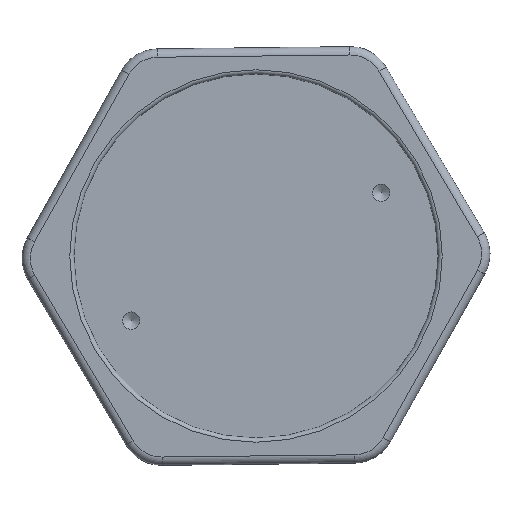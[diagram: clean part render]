
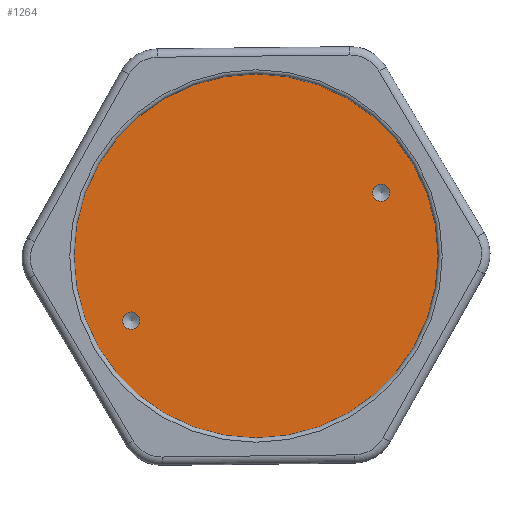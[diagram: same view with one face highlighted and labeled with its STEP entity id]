
A CAD part, front view. The second image highlights one B-rep face of the part: STEP entity #1264.
In plain terms, the highlighted planar face has unit normal (0, -1, 0).
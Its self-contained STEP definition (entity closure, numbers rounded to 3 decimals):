
#95=FACE_BOUND('',#412,.T.);
#96=FACE_BOUND('',#413,.T.);
#105=PLANE('',#1347);
#329=FACE_OUTER_BOUND('',#411,.T.);
#411=EDGE_LOOP('',(#1040));
#412=EDGE_LOOP('',(#1041));
#413=EDGE_LOOP('',(#1042));
#459=CIRCLE('',#1325,21.86);
#467=CIRCLE('',#1336,1.038);
#469=CIRCLE('',#1340,1.038);
#521=VERTEX_POINT('',#1760);
#536=VERTEX_POINT('',#1794);
#539=VERTEX_POINT('',#1803);
#643=EDGE_CURVE('',#521,#521,#459,.T.);
#658=EDGE_CURVE('',#536,#536,#467,.T.);
#662=EDGE_CURVE('',#539,#539,#469,.T.);
#1040=ORIENTED_EDGE('',*,*,#643,.F.);
#1041=ORIENTED_EDGE('',*,*,#658,.T.);
#1042=ORIENTED_EDGE('',*,*,#662,.T.);
#1264=ADVANCED_FACE('',(#329,#95,#96),#105,.T.);
#1325=AXIS2_PLACEMENT_3D('',#1762,#1451,#1452);
#1336=AXIS2_PLACEMENT_3D('',#1795,#1480,#1481);
#1340=AXIS2_PLACEMENT_3D('',#1804,#1490,#1491);
#1347=AXIS2_PLACEMENT_3D('',#2315,#1546,#1547);
#1451=DIRECTION('center_axis',(0.,1.,0.));
#1452=DIRECTION('ref_axis',(1.,0.,0.));
#1480=DIRECTION('center_axis',(0.,1.,0.));
#1481=DIRECTION('ref_axis',(0.,0.,-1.));
#1490=DIRECTION('center_axis',(0.,1.,0.));
#1491=DIRECTION('ref_axis',(0.,0.,-1.));
#1546=DIRECTION('center_axis',(0.,-1.,0.));
#1547=DIRECTION('ref_axis',(0.,0.,-1.));
#1760=CARTESIAN_POINT('',(-21.86,-2.,0.));
#1762=CARTESIAN_POINT('Origin',(0.,-2.,0.));
#1794=CARTESIAN_POINT('',(15.027,-2.,8.637));
#1795=CARTESIAN_POINT('Origin',(15.027,-2.,7.599));
#1803=CARTESIAN_POINT('',(-14.972,-2.,-6.723));
#1804=CARTESIAN_POINT('Origin',(-14.972,-2.,-7.761));
#2315=CARTESIAN_POINT('Origin',(0.,-2.,0.));
